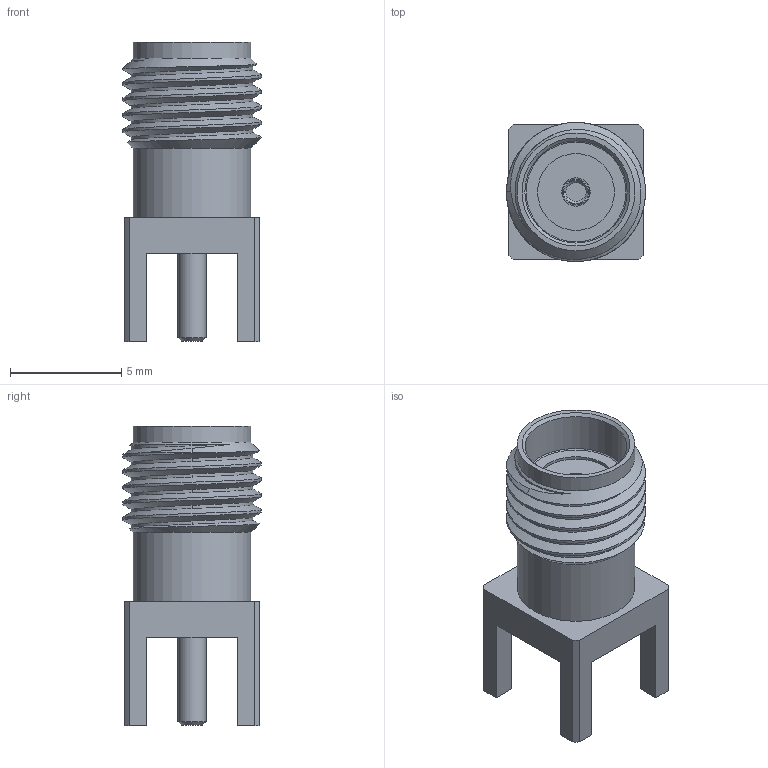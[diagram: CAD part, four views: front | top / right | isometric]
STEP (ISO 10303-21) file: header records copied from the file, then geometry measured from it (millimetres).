
FILE_DESCRIPTION(/* description */ (''),/* implementation_level */ '2;1');
FILE_NAME(/* name */ 'Molex 0733910060.step',/* time_stamp */ '2022-09-26T20:13:27+01:00',/* author */ (''),/* organization */ (''),/* preprocessor_version */ 'ST-DEVELOPER v19',/* originating_system */ 'Autodesk Translation Framework v11.7.0.108',/* authorisation */ '');
FILE_SCHEMA (('AUTOMOTIVE_DESIGN { 1 0 10303 214 3 1 1 }'));
Length unit declared in the file: millimetre
Products named in the file (1): Molex 0733910060
Bounding box: 6.26 x 6.26 x 13.5 mm (x, y, z)
Volume: 233.8 mm3; surface area: 430.3 mm2
Topology: 1 solids, 1 shells, 69 faces, 175 edges, 114 vertices
Faces by surface type: plane 30, cylinder 27, cone 9, bspline 2, torus 1
Full cylindrical faces by diameter (mm): 1.27 x2, 3.46 x1, 4.6 x1, 5.3 x2, 5.489 x5, 6.257 x4
Entity records: 4010 total; most frequent: CARTESIAN_POINT 2321, ORIENTED_EDGE 350, DIRECTION 326, EDGE_CURVE 175, AXIS2_PLACEMENT_3D 117, VERTEX_POINT 114, LINE 92, VECTOR 92
